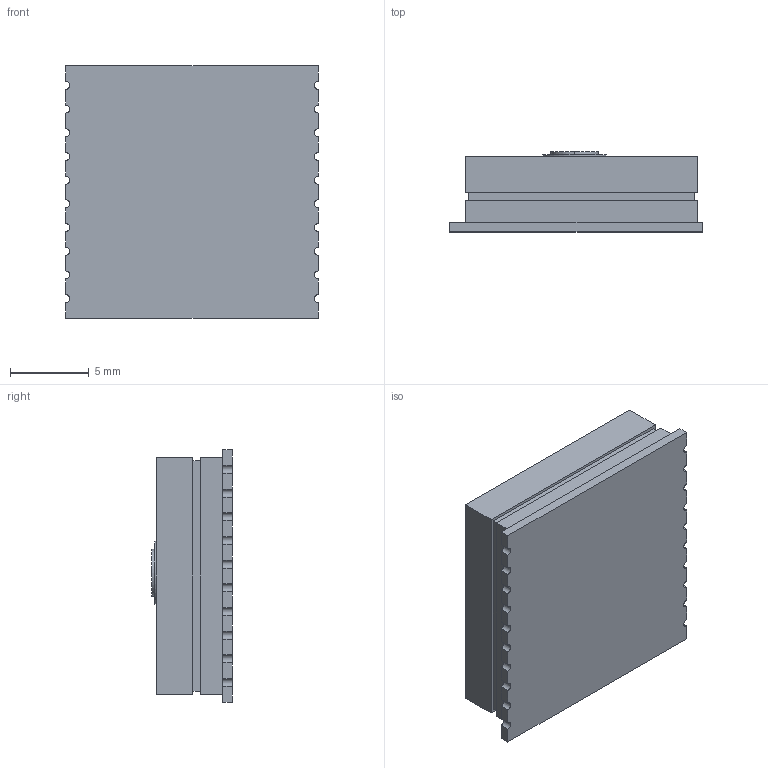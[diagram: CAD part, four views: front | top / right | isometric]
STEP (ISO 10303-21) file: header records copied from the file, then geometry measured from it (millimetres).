
FILE_DESCRIPTION (( 'STEP AP214' ), '1' );
FILE_NAME ('User Library-FGPMMOPA6H.STEP', '2017-04-29T12:57:33', ( 'Windows User' ), ( '' ), 'SwSTEP 2.0', 'SolidWorks 2017', '' );
FILE_SCHEMA (( 'AUTOMOTIVE_DESIGN' ));
Length unit declared in the file: millimetre
Products named in the file (1): User Library-FGPMMOPA6H
Bounding box: 16 x 5.1 x 16 mm (x, y, z)
Volume: 1075.3 mm3; surface area: 825.2 mm2
Topology: 1 solids, 1 shells, 67 faces, 180 edges, 120 vertices
Faces by surface type: plane 43, cylinder 24
Entity records: 2785 total; most frequent: CARTESIAN_POINT 368, DIRECTION 364, ORIENTED_EDGE 360, EDGE_CURVE 180, LINE 132, VECTOR 132, VERTEX_POINT 120, AXIS2_PLACEMENT_3D 116
